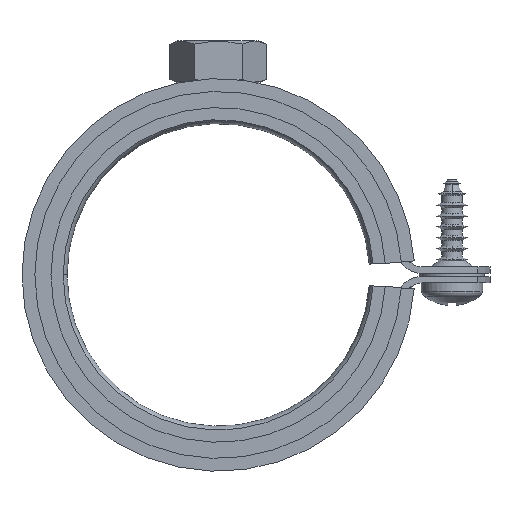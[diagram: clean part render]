
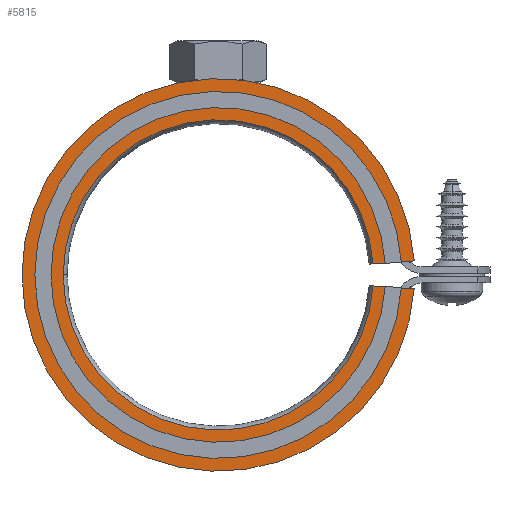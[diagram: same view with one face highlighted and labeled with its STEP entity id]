
A CAD part, front view. The second image highlights one B-rep face of the part: STEP entity #5815.
In plain terms, the highlighted face is planar.
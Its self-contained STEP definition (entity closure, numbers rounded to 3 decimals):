
#4666=CARTESIAN_POINT('',(140.869,128.638,9.0));
#4667=VERTEX_POINT('',#4666);
#4674=CARTESIAN_POINT('',(189.007,126.916,9.0));
#4675=VERTEX_POINT('',#4674);
#4676=CARTESIAN_POINT('',(164.969,128.638,9.0));
#4677=DIRECTION('',(0.0,0.0,1.0));
#4678=DIRECTION('',(1.0,0.0,0.0));
#4679=AXIS2_PLACEMENT_3D('',#4676,#4677,#4678);
#4680=CIRCLE('',#4679,24.1);
#4681=EDGE_CURVE('',#4667,#4675,#4680,.T.);
#4706=CARTESIAN_POINT('',(134.469,128.638,9.0));
#4707=VERTEX_POINT('',#4706);
#4716=CARTESIAN_POINT('',(195.391,130.816,9.0));
#4717=VERTEX_POINT('',#4716);
#4718=CARTESIAN_POINT('',(164.969,128.638,9.0));
#4719=DIRECTION('',(0.0,0.0,1.0));
#4720=DIRECTION('',(1.0,0.0,0.0));
#4721=AXIS2_PLACEMENT_3D('',#4718,#4719,#4720);
#4722=CIRCLE('',#4721,30.5);
#4723=EDGE_CURVE('',#4717,#4707,#4722,.T.);
#5766=CARTESIAN_POINT('',(195.391,126.459,9.0));
#5767=VERTEX_POINT('',#5766);
#5774=CARTESIAN_POINT('',(164.969,128.638,9.0));
#5775=DIRECTION('',(0.0,0.0,1.0));
#5776=DIRECTION('',(1.0,0.0,0.0));
#5777=AXIS2_PLACEMENT_3D('',#5774,#5775,#5776);
#5778=CIRCLE('',#5777,30.5);
#5779=EDGE_CURVE('',#4707,#5767,#5778,.T.);
#5784=CARTESIAN_POINT('',(192.199,130.588,9.0));
#5785=DIRECTION('',(0.0,0.0,1.0));
#5786=DIRECTION('',(1.0,0.0,0.0));
#5787=AXIS2_PLACEMENT_3D('',#5784,#5785,#5786);
#5788=PLANE('',#5787);
#5789=CARTESIAN_POINT('',(195.391,126.459,9.0));
#5790=DIRECTION('',(-0.997,0.071,0.0));
#5791=VECTOR('',#5790,6.4);
#5792=LINE('',#5789,#5791);
#5793=EDGE_CURVE('',#5767,#4675,#5792,.T.);
#5794=ORIENTED_EDGE('',*,*,#5793,.T.);
#5795=ORIENTED_EDGE('',*,*,#4681,.F.);
#5796=CARTESIAN_POINT('',(189.007,130.359,9.0));
#5797=VERTEX_POINT('',#5796);
#5798=CARTESIAN_POINT('',(164.969,128.638,9.0));
#5799=DIRECTION('',(0.0,0.0,1.0));
#5800=DIRECTION('',(1.0,0.0,0.0));
#5801=AXIS2_PLACEMENT_3D('',#5798,#5799,#5800);
#5802=CIRCLE('',#5801,24.1);
#5803=EDGE_CURVE('',#5797,#4667,#5802,.T.);
#5804=ORIENTED_EDGE('',*,*,#5803,.F.);
#5805=CARTESIAN_POINT('',(195.391,130.816,9.0));
#5806=DIRECTION('',(-0.997,-0.071,0.0));
#5807=VECTOR('',#5806,6.4);
#5808=LINE('',#5805,#5807);
#5809=EDGE_CURVE('',#4717,#5797,#5808,.T.);
#5810=ORIENTED_EDGE('',*,*,#5809,.F.);
#5811=ORIENTED_EDGE('',*,*,#4723,.T.);
#5812=ORIENTED_EDGE('',*,*,#5779,.T.);
#5813=EDGE_LOOP('',(#5794,#5795,#5804,#5810,#5811,#5812));
#5814=FACE_OUTER_BOUND('',#5813,.T.);
#5815=ADVANCED_FACE('',(#5814),#5788,.T.);
